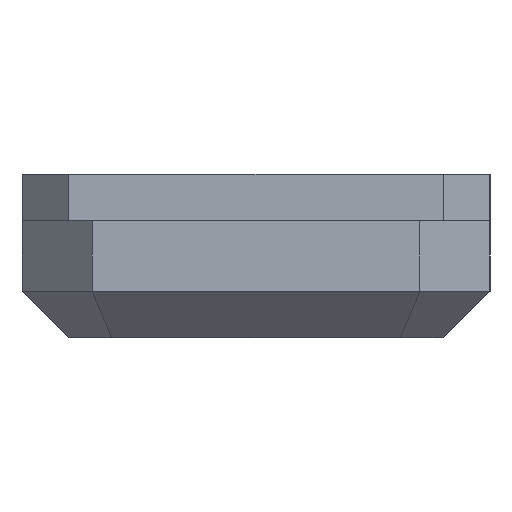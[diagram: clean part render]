
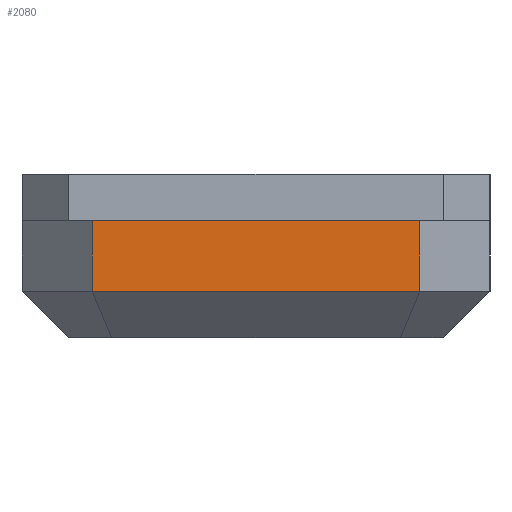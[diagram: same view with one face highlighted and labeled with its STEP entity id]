
A CAD part, left-side view. The second image highlights one B-rep face of the part: STEP entity #2080.
In plain terms, the highlighted planar face has unit normal (-1, 0, 0).
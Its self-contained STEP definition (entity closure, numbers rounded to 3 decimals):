
#176=FACE_OUTER_BOUND('',#298,.T.);
#298=EDGE_LOOP('',(#1889,#1890,#1891,#1892));
#520=LINE('',#3209,#786);
#564=LINE('',#3305,#830);
#565=LINE('',#3307,#831);
#566=LINE('',#3308,#832);
#786=VECTOR('',#2627,10.);
#830=VECTOR('',#2721,10.);
#831=VECTOR('',#2722,10.);
#832=VECTOR('',#2723,10.);
#997=VERTEX_POINT('',#3201);
#999=VERTEX_POINT('',#3207);
#1026=VERTEX_POINT('',#3304);
#1027=VERTEX_POINT('',#3306);
#1269=EDGE_CURVE('',#999,#997,#520,.T.);
#1317=EDGE_CURVE('',#1026,#999,#564,.T.);
#1318=EDGE_CURVE('',#1027,#1026,#565,.T.);
#1319=EDGE_CURVE('',#997,#1027,#566,.T.);
#1889=ORIENTED_EDGE('',*,*,#1269,.F.);
#1890=ORIENTED_EDGE('',*,*,#1317,.F.);
#1891=ORIENTED_EDGE('',*,*,#1318,.F.);
#1892=ORIENTED_EDGE('',*,*,#1319,.F.);
#1986=PLANE('',#2216);
#2080=ADVANCED_FACE('',(#176),#1986,.T.);
#2216=AXIS2_PLACEMENT_3D('',#3303,#2719,#2720);
#2627=DIRECTION('',(0.,1.,0.));
#2719=DIRECTION('center_axis',(-1.,0.,0.));
#2720=DIRECTION('ref_axis',(0.,-1.,0.));
#2721=DIRECTION('',(0.,0.,-1.));
#2722=DIRECTION('',(0.,-1.,0.));
#2723=DIRECTION('',(0.,0.,1.));
#3201=CARTESIAN_POINT('',(-85.486,-126.,3.852));
#3207=CARTESIAN_POINT('',(-85.486,-140.,3.852));
#3209=CARTESIAN_POINT('',(-85.486,-129.5,3.852));
#3303=CARTESIAN_POINT('Origin',(-85.486,-126.,4.852));
#3304=CARTESIAN_POINT('',(-85.486,-140.,6.852));
#3305=CARTESIAN_POINT('',(-85.486,-140.,4.852));
#3306=CARTESIAN_POINT('',(-85.486,-126.,6.852));
#3307=CARTESIAN_POINT('',(-85.486,-140.,6.852));
#3308=CARTESIAN_POINT('',(-85.486,-126.,4.852));
